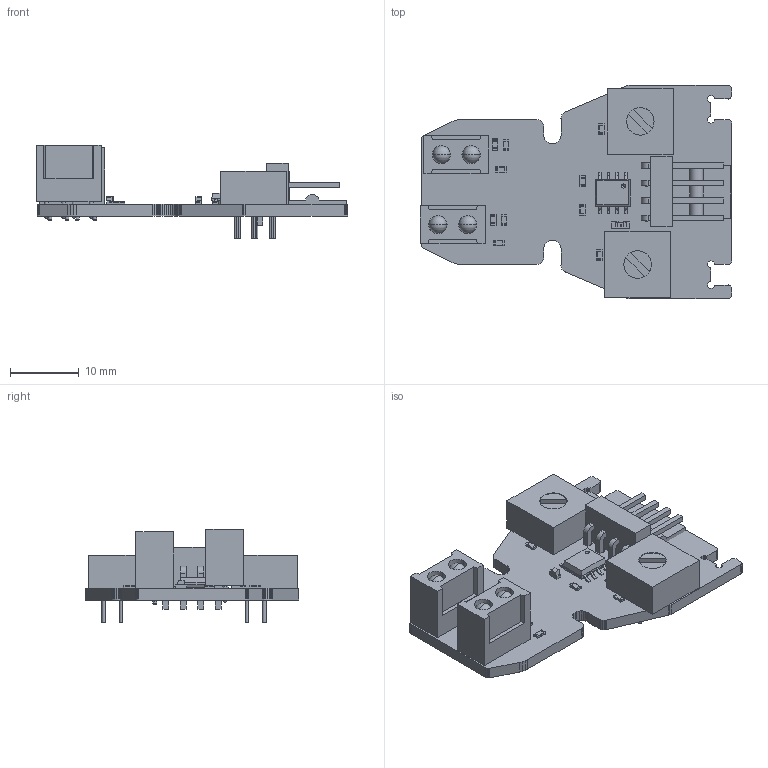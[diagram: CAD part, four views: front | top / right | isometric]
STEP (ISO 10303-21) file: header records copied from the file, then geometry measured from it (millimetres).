
FILE_DESCRIPTION(('Open CASCADE Model'),'2;1');
FILE_NAME('Open CASCADE Shape Model','2015-11-19T21:37:44',('Author'),( 'Open CASCADE'),'Open CASCADE STEP processor 6.2','Open CASCADE 6.2' ,'Unknown');
FILE_SCHEMA(('AUTOMOTIVE_DESIGN { 1 0 10303 214 1 1 1 1 }'));
Length unit declared in the file: millimetre
Products named in the file (27): PCB; Board; U1; 綻俋聆擒ST188; R5; 398965232; R4; 398965120; R1; 662495792; R2; D2; User_Library-led0603_GRE; D1; C1; 675854560; User_Library-cap0603_pad_0603___; User_Library-cap0603_cap0603_body___; D3; R7; R6; R9; U3; Free-Models; 萇弇ん; 2510-4P-W; SOP8
Assembly tree (34 placements, depth 4):
  PCB
    Board
    U1
      綻俋聆擒ST188
    R5
      398965232
    R4
      398965120
    R1
      662495792
    R2
      398965120
    D2
      User_Library-led0603_GRE
    D1
      User_Library-led0603_GRE
    C1
      675854560
        User_Library-cap0603_pad_0603___
        User_Library-cap0603_cap0603_body___
    D3
      User_Library-led0603_GRE
    R7
      398965232
    R6
      662495792
    R9
      398965120
    U3
      綻俋聆擒ST188
    Free-Models
      萇弇ん  x2
      2510-4P-W
      SOP8
Bounding box: 45.18 x 31.02 x 13.6 mm (x, y, z)
Volume: 3838.9 mm3; surface area: 5218 mm2
Topology: 42 solids, 42 shells, 1003 faces, 2401 edges, 1426 vertices
Faces by surface type: plane 615, cylinder 265, sphere 80, bspline 27, cone 16
Full cylindrical faces by diameter (mm): 0.9 x18
Entity records: 47106 total; most frequent: CARTESIAN_POINT 13460, DIRECTION 5504, LINE 3560, VECTOR 3560, ORIENTED_EDGE 3214, PCURVE 3214, DEFINITIONAL_REPRESENTATION 3214, EDGE_CURVE 1607
